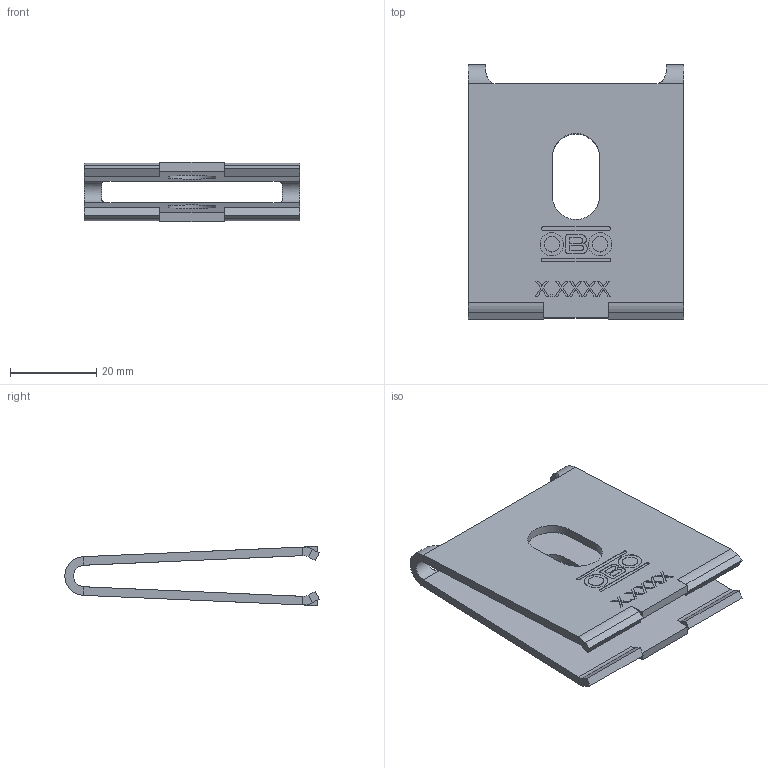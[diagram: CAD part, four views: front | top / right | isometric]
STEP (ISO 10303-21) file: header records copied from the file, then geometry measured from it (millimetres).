
FILE_DESCRIPTION((''),'2;1');
FILE_NAME('6437109','2012-07-20T',('AndreasKeweloh'),(''),'PRO/ENGINEER BY PARAMETRIC TECHNOLOGY CORPORATION, 2012130','PRO/ENGINEER BY PARAMETRIC TECHNOLOGY CORPORATION, 2012130','');
FILE_SCHEMA(('CONFIG_CONTROL_DESIGN'));
Length unit declared in the file: millimetre
Products named in the file (1): 6437109
Bounding box: 50 x 59.1 x 13.75 mm (x, y, z)
Volume: 10287.5 mm3; surface area: 11470.3 mm2
Topology: 1 solids, 1 shells, 222 faces, 569 edges, 361 vertices
Faces by surface type: plane 148, cylinder 51, extrusion 19, bspline 4
Entity records: 7244 total; most frequent: CARTESIAN_POINT 1877, ORIENTED_EDGE 1136, DIRECTION 1016, EDGE_CURVE 568, VECTOR 438, LINE 419, VERTEX_POINT 361, AXIS2_PLACEMENT_3D 289
